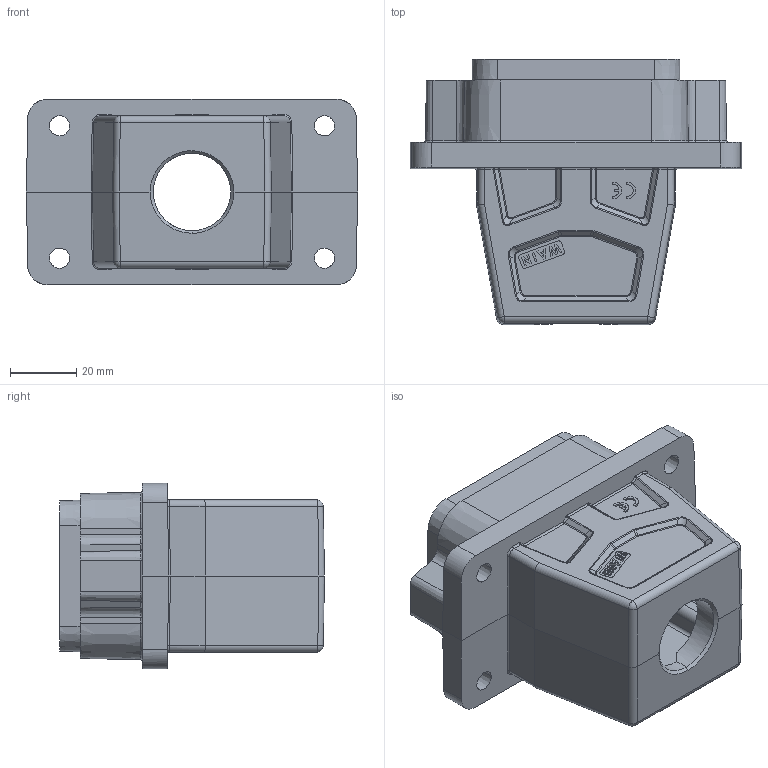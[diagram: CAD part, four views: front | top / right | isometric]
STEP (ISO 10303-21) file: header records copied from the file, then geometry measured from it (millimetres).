
FILE_DESCRIPTION((''),'2;1');
FILE_NAME('P_WP6B_R-CCT_BK-2H-M25','2021-07-23T11:29:28',('xl.su'),(''),'CREO PARAMETRIC BY PTC INC, 2017110','CREO PARAMETRIC BY PTC INC, 2017110','');
FILE_SCHEMA(('CONFIG_CONTROL_DESIGN'));
Length unit declared in the file: millimetre
Products named in the file (1): P_WP6B_R-CCT_BK-2H-M25
Bounding box: 100 x 80 x 56 mm (x, y, z)
Volume: 122615.5 mm3; surface area: 40773.6 mm2
Topology: 1 solids, 1 shells, 641 faces, 1573 edges, 966 vertices
Faces by surface type: plane 308, cylinder 203, bspline 66, cone 38, sphere 14, torus 12
Entity records: 22151 total; most frequent: CARTESIAN_POINT 7434, ORIENTED_EDGE 3146, DIRECTION 2875, EDGE_CURVE 1573, VECTOR 1037, LINE 1037, VERTEX_POINT 966, AXIS2_PLACEMENT_3D 919
